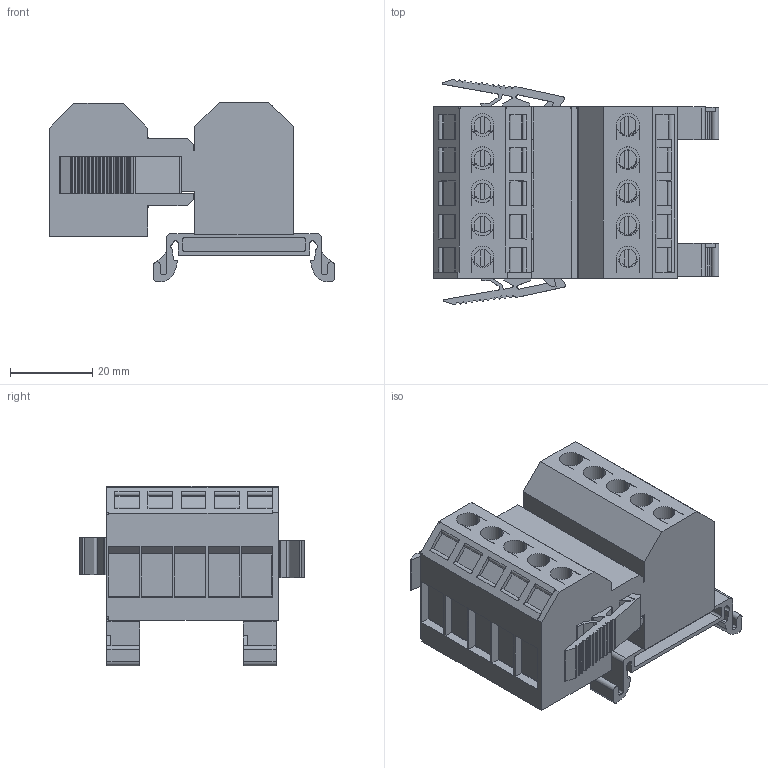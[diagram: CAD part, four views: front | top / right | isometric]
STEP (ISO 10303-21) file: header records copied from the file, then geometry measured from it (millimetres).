
FILE_DESCRIPTION(/* description */ ('Unknown'),/* implementation_level */ '2;1');
FILE_NAME(/* name */ 'PS8M-5W_3D_SOLID',/* time_stamp */ '2025-02-21T12:17:38+06:00',/* author */ ('Unknown'),/* organization */ ('Unknown'),/* preprocessor_version */ 'ST-DEVELOPER v16.7',/* originating_system */ 'Solid Edge',/* authorisation */ 'Unknown');
FILE_SCHEMA (('AUTOMOTIVE_DESIGN {1 0 10303 214 3 1 1}'));
Length unit declared in the file: millimetre
Products named in the file (1): PS8M-5W_3D_SOLID
Bounding box: 69.42 x 54.8 x 43.7 mm (x, y, z)
Volume: 67583.6 mm3; surface area: 21837.4 mm2
Topology: 1 solids, 1 shells, 1060 faces, 3142 edges, 2071 vertices
Faces by surface type: plane 736, cylinder 304, torus 20
Entity records: 43064 total; most frequent: CARTESIAN_POINT 6556, ORIENTED_EDGE 6284, DIRECTION 5946, EDGE_CURVE 3142, LINE 2314, VECTOR 2314, VERTEX_POINT 2071, AXIS2_PLACEMENT_3D 1816
